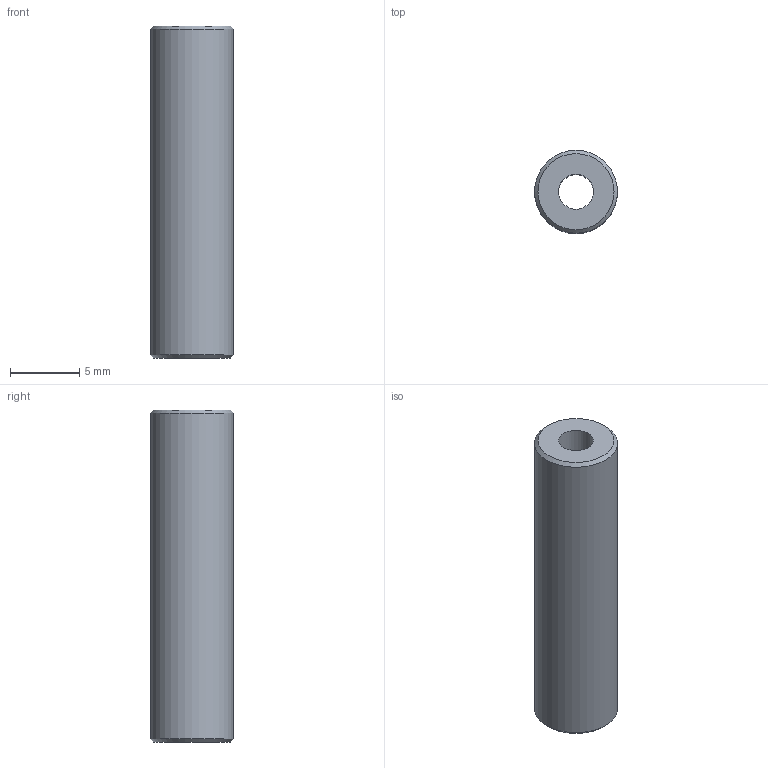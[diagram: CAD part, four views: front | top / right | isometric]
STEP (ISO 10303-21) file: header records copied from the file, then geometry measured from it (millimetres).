
FILE_DESCRIPTION(/* description */ (''),/* implementation_level */ '2;1');
FILE_NAME(/* name */ 'MS-SOFF-M3-FF-24L 1.1.step',/* time_stamp */ '2019-04-11T10:03:05+01:00',/* author */ ('gregY6MPL'),/* organization */ (''),/* preprocessor_version */ 'ST-DEVELOPER v18',/* originating_system */ 'Autodesk Translation Framework v8.2.0.1029',/* authorisation */ '');
FILE_SCHEMA (('AUTOMOTIVE_DESIGN { 1 0 10303 214 3 1 1 }'));
Length unit declared in the file: millimetre
Products named in the file (2): MS-SOFF-M3-FF-24L; MS-SOFF-M3-FF-24L_1
Assembly tree (1 placements, depth 2):
  MS-SOFF-M3-FF-24L
    MS-SOFF-M3-FF-24L_1
Bounding box: 6 x 6 x 24 mm (x, y, z)
Volume: 556.9 mm3; surface area: 683.9 mm2
Topology: 1 solids, 1 shells, 6 faces, 10 edges, 6 vertices
Faces by surface type: cone 2, cylinder 2, plane 2
Full cylindrical faces by diameter (mm): 2.529 x1, 6 x1
Entity records: 217 total; most frequent: DIRECTION 36, CARTESIAN_POINT 26, ORIENTED_EDGE 20, AXIS2_PLACEMENT_3D 16, EDGE_CURVE 10, EDGE_LOOP 8, FACE_OUTER_BOUND 6, CIRCLE 6
